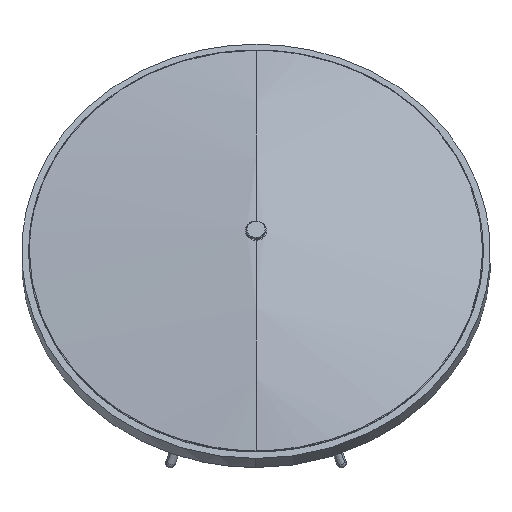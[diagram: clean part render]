
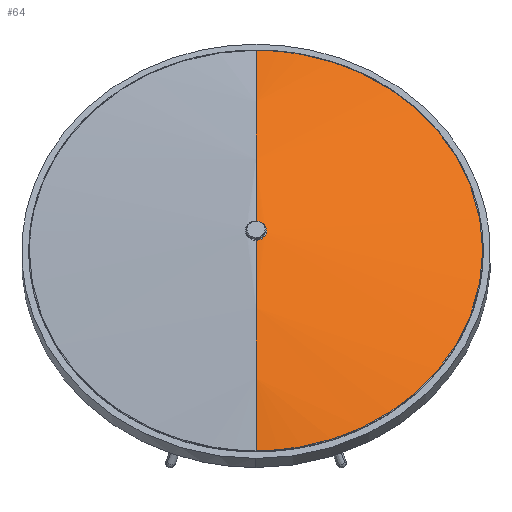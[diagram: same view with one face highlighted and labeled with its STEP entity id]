
A CAD part, front view. The second image highlights one B-rep face of the part: STEP entity #64.
In plain terms, the highlighted free-form (B-spline) face has degree [2, 2] with [9, 5] control points.
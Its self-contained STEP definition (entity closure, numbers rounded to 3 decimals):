
#64=ADVANCED_FACE('',(#107),#637,.T.);
#107=FACE_OUTER_BOUND('',#153,.T.);
#153=EDGE_LOOP('',(#236,#237,#238,#239,#240));
#236=ORIENTED_EDGE('',*,*,#389,.F.);
#237=ORIENTED_EDGE('',*,*,#392,.T.);
#238=ORIENTED_EDGE('',*,*,#390,.F.);
#239=ORIENTED_EDGE('',*,*,#394,.F.);
#240=ORIENTED_EDGE('',*,*,#399,.T.);
#389=EDGE_CURVE('',#576,#577,#479,.T.);
#390=EDGE_CURVE('',#579,#575,#480,.T.);
#392=EDGE_CURVE('',#576,#575,#482,.T.);
#394=EDGE_CURVE('',#581,#579,#484,.T.);
#399=EDGE_CURVE('',#581,#577,#489,.T.);
#479=(
BOUNDED_CURVE()
B_SPLINE_CURVE(2,(#1366,#1367,#1368),.UNSPECIFIED.,.F.,.F.)
B_SPLINE_CURVE_WITH_KNOTS((3,3),(0.,114.165),.UNSPECIFIED.)
CURVE()
GEOMETRIC_REPRESENTATION_ITEM()
RATIONAL_B_SPLINE_CURVE((1.,0.985,1.))
REPRESENTATION_ITEM('')
);
#480=(
BOUNDED_CURVE()
B_SPLINE_CURVE(2,(#1369,#1370,#1371),.UNSPECIFIED.,.F.,.F.)
B_SPLINE_CURVE_WITH_KNOTS((3,3),(0.,114.165),.UNSPECIFIED.)
CURVE()
GEOMETRIC_REPRESENTATION_ITEM()
RATIONAL_B_SPLINE_CURVE((1.,0.985,1.))
REPRESENTATION_ITEM('')
);
#482=(
BOUNDED_CURVE()
B_SPLINE_CURVE(2,(#1377,#1378,#1379,#1380,#1381),.UNSPECIFIED.,.F.,.F.)
B_SPLINE_CURVE_WITH_KNOTS((3,2,3),(0.,8.639,17.279),
 .UNSPECIFIED.)
CURVE()
GEOMETRIC_REPRESENTATION_ITEM()
RATIONAL_B_SPLINE_CURVE((1.,0.707,1.,0.707,1.))
REPRESENTATION_ITEM('')
);
#484=(
BOUNDED_CURVE()
B_SPLINE_CURVE(2,(#1387,#1388,#1389),.UNSPECIFIED.,.F.,.F.)
B_SPLINE_CURVE_WITH_KNOTS((3,3),(0.,183.783),.UNSPECIFIED.)
CURVE()
GEOMETRIC_REPRESENTATION_ITEM()
RATIONAL_B_SPLINE_CURVE((1.,0.707,1.))
REPRESENTATION_ITEM('')
);
#489=(
BOUNDED_CURVE()
B_SPLINE_CURVE(2,(#1402,#1403,#1404),.UNSPECIFIED.,.F.,.F.)
B_SPLINE_CURVE_WITH_KNOTS((3,3),(-183.783,0.),.UNSPECIFIED.)
CURVE()
GEOMETRIC_REPRESENTATION_ITEM()
RATIONAL_B_SPLINE_CURVE((1.,0.707,1.))
REPRESENTATION_ITEM('')
);
#575=VERTEX_POINT('',#1314);
#576=VERTEX_POINT('',#1315);
#577=VERTEX_POINT('',#1316);
#579=VERTEX_POINT('',#1318);
#581=VERTEX_POINT('',#1320);
#637=(
BOUNDED_SURFACE()
B_SPLINE_SURFACE(2,2,((#1101,#1102,#1103,#1104,#1105),(#1106,#1107,#1108,
#1109,#1110),(#1111,#1112,#1113,#1114,#1115),(#1116,#1117,#1118,#1119,#1120),
(#1121,#1122,#1123,#1124,#1125),(#1126,#1127,#1128,#1129,#1130),(#1131,
#1132,#1133,#1134,#1135),(#1136,#1137,#1138,#1139,#1140),(#1141,#1142,#1143,
#1144,#1145)),.UNSPECIFIED.,.T.,.F.,.F.)
B_SPLINE_SURFACE_WITH_KNOTS((3,2,2,2,3),(3,2,3),(0.,512.495,1024.991,
1537.486,2049.982),(0.,512.495,1024.991),
 .UNSPECIFIED.)
GEOMETRIC_REPRESENTATION_ITEM()
RATIONAL_B_SPLINE_SURFACE(((1.,0.707,1.,0.707,1.),
(0.707,0.5,0.707,0.5,0.707),(1.,0.707,
1.,0.707,1.),(0.707,0.5,0.707,0.5,0.707),
(1.,0.707,1.,0.707,1.),(0.707,0.5,0.707,
0.5,0.707),(1.,0.707,1.,0.707,1.),(0.707,
0.5,0.707,0.5,0.707),(1.,0.707,1.,0.707,
1.)))
REPRESENTATION_ITEM('')
SURFACE()
);
#1101=CARTESIAN_POINT('',(326.265,249.698,-30.677));
#1102=CARTESIAN_POINT('',(326.265,96.82,-318.908));
#1103=CARTESIAN_POINT('',(0.,96.82,-318.908));
#1104=CARTESIAN_POINT('',(-326.265,96.82,-318.908));
#1105=CARTESIAN_POINT('',(-326.265,249.698,-30.677));
#1106=CARTESIAN_POINT('',(326.265,249.698,-30.677));
#1107=CARTESIAN_POINT('',(326.265,-191.411,-166.029));
#1108=CARTESIAN_POINT('',(0.,-191.411,-166.029));
#1109=CARTESIAN_POINT('',(-326.265,-191.411,-166.029));
#1110=CARTESIAN_POINT('',(-326.265,249.698,-30.677));
#1111=CARTESIAN_POINT('',(326.265,249.698,-30.677));
#1112=CARTESIAN_POINT('',(326.265,-38.533,122.201));
#1113=CARTESIAN_POINT('',(0.,-38.533,122.201));
#1114=CARTESIAN_POINT('',(-326.265,-38.533,122.201));
#1115=CARTESIAN_POINT('',(-326.265,249.698,-30.677));
#1116=CARTESIAN_POINT('',(326.265,249.698,-30.677));
#1117=CARTESIAN_POINT('',(326.265,114.345,410.432));
#1118=CARTESIAN_POINT('',(0.,114.345,410.432));
#1119=CARTESIAN_POINT('',(-326.265,114.345,410.432));
#1120=CARTESIAN_POINT('',(-326.265,249.698,-30.677));
#1121=CARTESIAN_POINT('',(326.265,249.698,-30.677));
#1122=CARTESIAN_POINT('',(326.265,402.576,257.554));
#1123=CARTESIAN_POINT('',(0.,402.576,257.554));
#1124=CARTESIAN_POINT('',(-326.265,402.576,257.554));
#1125=CARTESIAN_POINT('',(-326.265,249.698,-30.677));
#1126=CARTESIAN_POINT('',(326.265,249.698,-30.677));
#1127=CARTESIAN_POINT('',(326.265,690.807,104.676));
#1128=CARTESIAN_POINT('',(0.,690.807,104.676));
#1129=CARTESIAN_POINT('',(-326.265,690.807,104.676));
#1130=CARTESIAN_POINT('',(-326.265,249.698,-30.677));
#1131=CARTESIAN_POINT('',(326.265,249.698,-30.677));
#1132=CARTESIAN_POINT('',(326.265,537.928,-183.555));
#1133=CARTESIAN_POINT('',(0.,537.928,-183.555));
#1134=CARTESIAN_POINT('',(-326.265,537.928,-183.555));
#1135=CARTESIAN_POINT('',(-326.265,249.698,-30.677));
#1136=CARTESIAN_POINT('',(326.265,249.698,-30.677));
#1137=CARTESIAN_POINT('',(326.265,385.05,-471.786));
#1138=CARTESIAN_POINT('',(0.,385.05,-471.786));
#1139=CARTESIAN_POINT('',(-326.265,385.05,-471.786));
#1140=CARTESIAN_POINT('',(-326.265,249.698,-30.677));
#1141=CARTESIAN_POINT('',(326.265,249.698,-30.677));
#1142=CARTESIAN_POINT('',(326.265,96.82,-318.908));
#1143=CARTESIAN_POINT('',(0.,96.82,-318.908));
#1144=CARTESIAN_POINT('',(-326.265,96.82,-318.908));
#1145=CARTESIAN_POINT('',(-326.265,249.698,-30.677));
#1314=CARTESIAN_POINT('',(0.,-41.069,117.321));
#1315=CARTESIAN_POINT('',(0.,-35.915,127.038));
#1316=CARTESIAN_POINT('',(0.,35.46,215.394));
#1318=CARTESIAN_POINT('',(0.,-74.186,8.673));
#1320=CARTESIAN_POINT('',(117.,-19.363,112.033));
#1366=CARTESIAN_POINT('',(0.,-35.915,127.038));
#1367=CARTESIAN_POINT('',(0.,-8.037,177.525));
#1368=CARTESIAN_POINT('',(0.,35.46,215.394));
#1369=CARTESIAN_POINT('',(0.,-74.186,8.673));
#1370=CARTESIAN_POINT('',(0.,-67.23,65.924));
#1371=CARTESIAN_POINT('',(0.,-41.069,117.321));
#1377=CARTESIAN_POINT('',(0.,-35.915,127.038));
#1378=CARTESIAN_POINT('',(5.5,-35.915,127.038));
#1379=CARTESIAN_POINT('',(5.5,-38.492,122.18));
#1380=CARTESIAN_POINT('',(5.5,-41.069,117.321));
#1381=CARTESIAN_POINT('',(0.,-41.069,117.321));
#1387=CARTESIAN_POINT('',(117.,-19.363,112.033));
#1388=CARTESIAN_POINT('',(117.,-74.186,8.673));
#1389=CARTESIAN_POINT('',(0.,-74.186,8.673));
#1402=CARTESIAN_POINT('',(117.,-19.363,112.033));
#1403=CARTESIAN_POINT('',(117.,35.46,215.394));
#1404=CARTESIAN_POINT('',(0.,35.46,215.394));
